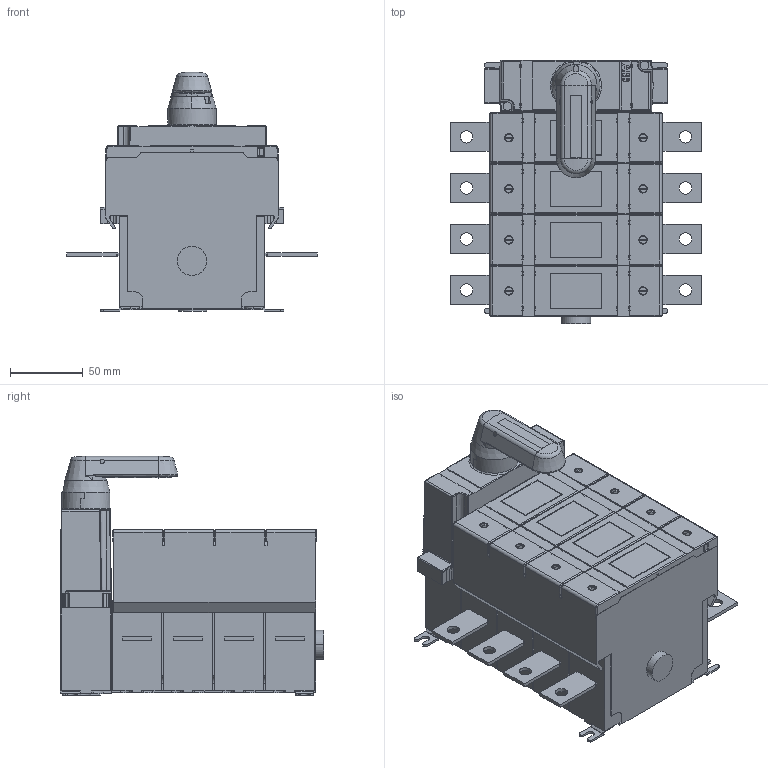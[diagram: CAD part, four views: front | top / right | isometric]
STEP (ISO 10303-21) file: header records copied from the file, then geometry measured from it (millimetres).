
FILE_DESCRIPTION((''),'2;1');
FILE_NAME('OS160GB04N1K','2024-08-22T14:32:13',('FIRARAN'),(''),'CREO PARAMETRIC BY PTC INC, 2022364','CREO PARAMETRIC BY PTC INC, 2022364','');
FILE_SCHEMA(('AUTOMOTIVE_DESIGN { 1 0 10303 214 1 1 1 1 }'));
Products named in the file (1): OS160GB04N1K
Bounding box: 172 x 180.6 x 164.39 mm (x, y, z)
Volume: 2158155.1 mm3; surface area: 191812.2 mm2
Topology: 1 solids, 1 shells, 2749 faces, 7558 edges, 4851 vertices
Faces by surface type: plane 1691, cylinder 512, extrusion 347, bspline 82, sphere 56, torus 31, cone 30
Entity records: 120953 total; most frequent: CARTESIAN_POINT 32476, ORIENTED_EDGE 15006, DIRECTION 12254, EDGE_CURVE 7503, VECTOR 5637, LINE 5290, VERTEX_POINT 4851, AXIS2_PLACEMENT_3D 3307
